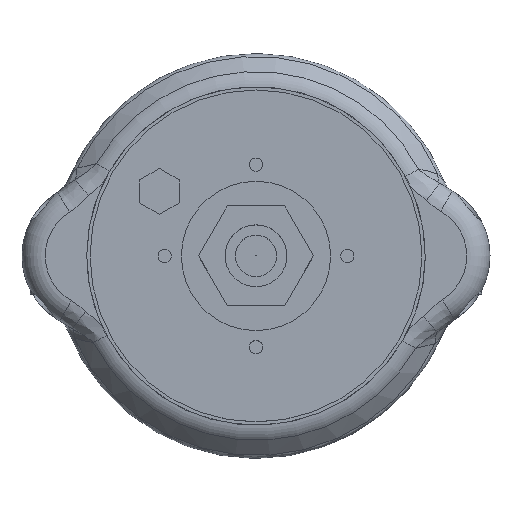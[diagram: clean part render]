
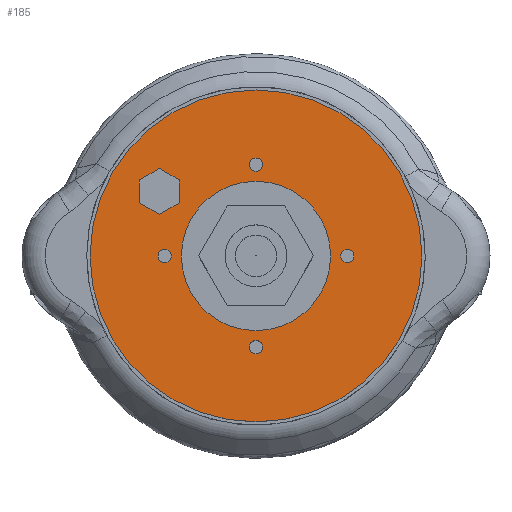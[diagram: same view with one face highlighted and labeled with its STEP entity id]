
A CAD part, top view. The second image highlights one B-rep face of the part: STEP entity #185.
In plain terms, the highlighted planar face has unit normal (0, 0, 1).
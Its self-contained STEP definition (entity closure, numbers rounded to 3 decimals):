
#185 = ADVANCED_FACE( '', ( #378, #379, #380, #381, #382, #383, #384 ), #385, .F. );
#378 = FACE_OUTER_BOUND( '', #1174, .T. );
#379 = FACE_BOUND( '', #1175, .T. );
#380 = FACE_BOUND( '', #1176, .T. );
#381 = FACE_BOUND( '', #1177, .T. );
#382 = FACE_BOUND( '', #1178, .T. );
#383 = FACE_BOUND( '', #1179, .T. );
#384 = FACE_BOUND( '', #1180, .T. );
#385 = PLANE( '', #1181 );
#1174 = EDGE_LOOP( '', ( #2580 ) );
#1175 = EDGE_LOOP( '', ( #2581 ) );
#1176 = EDGE_LOOP( '', ( #2582 ) );
#1177 = EDGE_LOOP( '', ( #2583 ) );
#1178 = EDGE_LOOP( '', ( #2584 ) );
#1179 = EDGE_LOOP( '', ( #2585, #2586, #2587, #2588, #2589, #2590 ) );
#1180 = EDGE_LOOP( '', ( #2591 ) );
#1181 = AXIS2_PLACEMENT_3D( '', #2592, #2593, #2594 );
#2580 = ORIENTED_EDGE( '', *, *, #3181, .F. );
#2581 = ORIENTED_EDGE( '', *, *, #3182, .T. );
#2582 = ORIENTED_EDGE( '', *, *, #3183, .T. );
#2583 = ORIENTED_EDGE( '', *, *, #3184, .T. );
#2584 = ORIENTED_EDGE( '', *, *, #3185, .T. );
#2585 = ORIENTED_EDGE( '', *, *, #3145, .F. );
#2586 = ORIENTED_EDGE( '', *, *, #3186, .F. );
#2587 = ORIENTED_EDGE( '', *, *, #3187, .F. );
#2588 = ORIENTED_EDGE( '', *, *, #3188, .F. );
#2589 = ORIENTED_EDGE( '', *, *, #3189, .F. );
#2590 = ORIENTED_EDGE( '', *, *, #3190, .F. );
#2591 = ORIENTED_EDGE( '', *, *, #3191, .F. );
#2592 = CARTESIAN_POINT( '', ( 0., -22.5, 14. ) );
#2593 = DIRECTION( '', ( 0., 0., -1. ) );
#2594 = DIRECTION( '', ( -1., 0., 0. ) );
#3145 = EDGE_CURVE( '', #3393, #3396, #3397, .T. );
#3181 = EDGE_CURVE( '', #3458, #3458, #3459, .T. );
#3182 = EDGE_CURVE( '', #3460, #3460, #3461, .T. );
#3183 = EDGE_CURVE( '', #3462, #3462, #3463, .T. );
#3184 = EDGE_CURVE( '', #3464, #3464, #3465, .T. );
#3185 = EDGE_CURVE( '', #3466, #3466, #3467, .T. );
#3186 = EDGE_CURVE( '', #3468, #3393, #3469, .T. );
#3187 = EDGE_CURVE( '', #3470, #3468, #3471, .T. );
#3188 = EDGE_CURVE( '', #3472, #3470, #3473, .T. );
#3189 = EDGE_CURVE( '', #3474, #3472, #3475, .T. );
#3190 = EDGE_CURVE( '', #3396, #3474, #3476, .T. );
#3191 = EDGE_CURVE( '', #3477, #3477, #3478, .F. );
#3393 = VERTEX_POINT( '', #3783 );
#3396 = VERTEX_POINT( '', #3787 );
#3397 = LINE( '', #3788, #3789 );
#3458 = VERTEX_POINT( '', #4186 );
#3459 = CIRCLE( '', #4187, 50. );
#3460 = VERTEX_POINT( '', #4188 );
#3461 = CIRCLE( '', #4189, 2. );
#3462 = VERTEX_POINT( '', #4190 );
#3463 = CIRCLE( '', #4191, 2. );
#3464 = VERTEX_POINT( '', #4192 );
#3465 = CIRCLE( '', #4193, 2. );
#3466 = VERTEX_POINT( '', #4194 );
#3467 = CIRCLE( '', #4195, 2. );
#3468 = VERTEX_POINT( '', #4196 );
#3469 = LINE( '', #4197, #4198 );
#3470 = VERTEX_POINT( '', #4199 );
#3471 = LINE( '', #4200, #4201 );
#3472 = VERTEX_POINT( '', #4202 );
#3473 = LINE( '', #4203, #4204 );
#3474 = VERTEX_POINT( '', #4205 );
#3475 = LINE( '', #4206, #4207 );
#3476 = LINE( '', #4208, #4209 );
#3477 = VERTEX_POINT( '', #4210 );
#3478 = CIRCLE( '', #4211, 22.494 );
#3783 = CARTESIAN_POINT( '', ( -29.101, 12.517, 14. ) );
#3787 = CARTESIAN_POINT( '', ( -23.101, 15.981, 14. ) );
#3788 = CARTESIAN_POINT( '', ( -29.101, 12.517, 14. ) );
#3789 = VECTOR( '', #5118, 1000. );
#4186 = CARTESIAN_POINT( '', ( -50., 0., 14. ) );
#4187 = AXIS2_PLACEMENT_3D( '', #5173, #5174, #5175 );
#4188 = CARTESIAN_POINT( '', ( 27.5, -2., 14. ) );
#4189 = AXIS2_PLACEMENT_3D( '', #5176, #5177, #5178 );
#4190 = CARTESIAN_POINT( '', ( -27.5, -2., 14. ) );
#4191 = AXIS2_PLACEMENT_3D( '', #5179, #5180, #5181 );
#4192 = CARTESIAN_POINT( '', ( 0., -29.5, 14. ) );
#4193 = AXIS2_PLACEMENT_3D( '', #5182, #5183, #5184 );
#4194 = CARTESIAN_POINT( '', ( 0., 25.5, 14. ) );
#4195 = AXIS2_PLACEMENT_3D( '', #5185, #5186, #5187 );
#4196 = CARTESIAN_POINT( '', ( -35.101, 15.981, 14. ) );
#4197 = CARTESIAN_POINT( '', ( -35.101, 15.981, 14. ) );
#4198 = VECTOR( '', #5188, 1000. );
#4199 = CARTESIAN_POINT( '', ( -35.101, 22.909, 14. ) );
#4200 = CARTESIAN_POINT( '', ( -35.101, 22.909, 14. ) );
#4201 = VECTOR( '', #5189, 1000. );
#4202 = CARTESIAN_POINT( '', ( -29.101, 26.373, 14. ) );
#4203 = CARTESIAN_POINT( '', ( -29.101, 26.373, 14. ) );
#4204 = VECTOR( '', #5190, 1000. );
#4205 = CARTESIAN_POINT( '', ( -23.101, 22.909, 14. ) );
#4206 = CARTESIAN_POINT( '', ( -23.101, 22.909, 14. ) );
#4207 = VECTOR( '', #5191, 1000. );
#4208 = CARTESIAN_POINT( '', ( -23.101, 15.981, 14. ) );
#4209 = VECTOR( '', #5192, 1000. );
#4210 = CARTESIAN_POINT( '', ( -22.494, 0., 14. ) );
#4211 = AXIS2_PLACEMENT_3D( '', #5193, #5194, #5195 );
#5118 = DIRECTION( '', ( 0.866, 0.5, 0. ) );
#5173 = CARTESIAN_POINT( '', ( 0., 0., 14. ) );
#5174 = DIRECTION( '', ( 0., 0., -1. ) );
#5175 = DIRECTION( '', ( -1., 0., 0. ) );
#5176 = CARTESIAN_POINT( '', ( 27.5, 0., 14. ) );
#5177 = DIRECTION( '', ( 0., 0., -1. ) );
#5178 = DIRECTION( '', ( 0., -1., 0. ) );
#5179 = CARTESIAN_POINT( '', ( -27.5, 0., 14. ) );
#5180 = DIRECTION( '', ( 0., 0., -1. ) );
#5181 = DIRECTION( '', ( 0., -1., 0. ) );
#5182 = CARTESIAN_POINT( '', ( 0., -27.5, 14. ) );
#5183 = DIRECTION( '', ( 0., 0., -1. ) );
#5184 = DIRECTION( '', ( 0., -1., 0. ) );
#5185 = CARTESIAN_POINT( '', ( 0., 27.5, 14. ) );
#5186 = DIRECTION( '', ( 0., 0., -1. ) );
#5187 = DIRECTION( '', ( 0., -1., 0. ) );
#5188 = DIRECTION( '', ( 0.866, -0.5, 0. ) );
#5189 = DIRECTION( '', ( 0., -1., 0. ) );
#5190 = DIRECTION( '', ( -0.866, -0.5, 0. ) );
#5191 = DIRECTION( '', ( -0.866, 0.5, 0. ) );
#5192 = DIRECTION( '', ( 0., 1., 0. ) );
#5193 = CARTESIAN_POINT( '', ( 0., 0., 14. ) );
#5194 = DIRECTION( '', ( 0., 0., -1. ) );
#5195 = DIRECTION( '', ( -1., 0., 0. ) );
